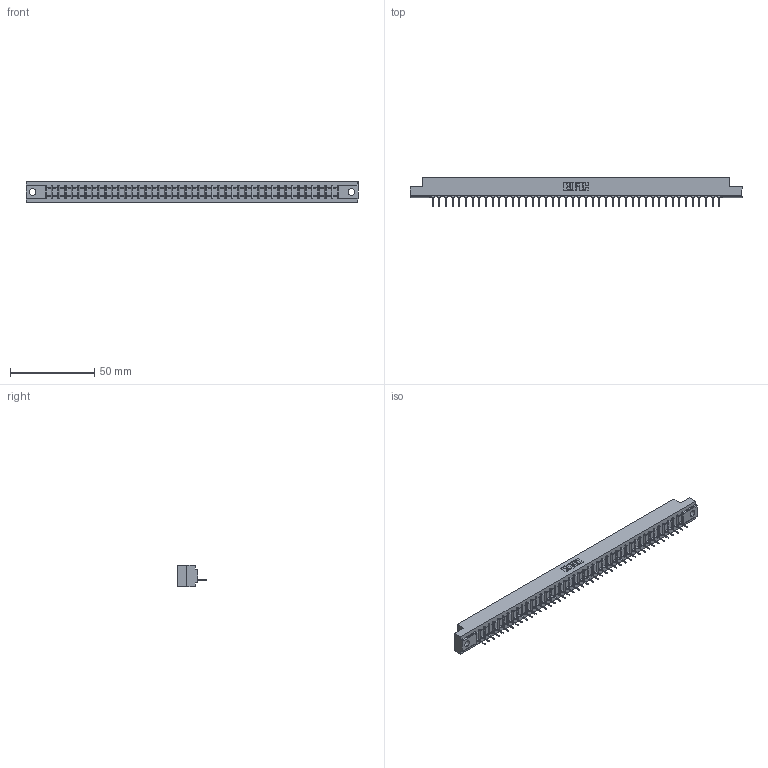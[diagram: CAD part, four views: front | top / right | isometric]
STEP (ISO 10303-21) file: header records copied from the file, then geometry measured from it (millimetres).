
FILE_DESCRIPTION (( 'STEP AP203' ), '1' );
FILE_NAME ('307-044-531-104.STEP', '2019-09-04T09:19:27', ( '' ), ( '' ), 'SwSTEP 2.0', 'SolidWorks 2016', '' );
FILE_SCHEMA (( 'CONFIG_CONTROL_DESIGN' ));
Length unit declared in the file: inch
Products named in the file (3): 307 Part_.156 Dia Mounting Holes; 307-044-531-104; 307-290-001_531
Assembly tree (45 placements, depth 2):
  307-044-531-104
    307 Part_.156 Dia Mounting Holes
    307-290-001_531  x44
Bounding box: 197.36 x 17.42 x 12.7 mm (x, y, z)
Volume: 20313 mm3; surface area: 20850.8 mm2
Topology: 45 solids, 45 shells, 2641 faces, 7487 edges, 4810 vertices
Faces by surface type: plane 1712, cylinder 839, sphere 90
Entity records: 37860 total; most frequent: CARTESIAN_POINT 6382, ORIENTED_EDGE 6366, DIRECTION 6197, EDGE_CURVE 3183, VECTOR 2451, LINE 2451, VERTEX_POINT 2058, AXIS2_PLACEMENT_3D 1873
